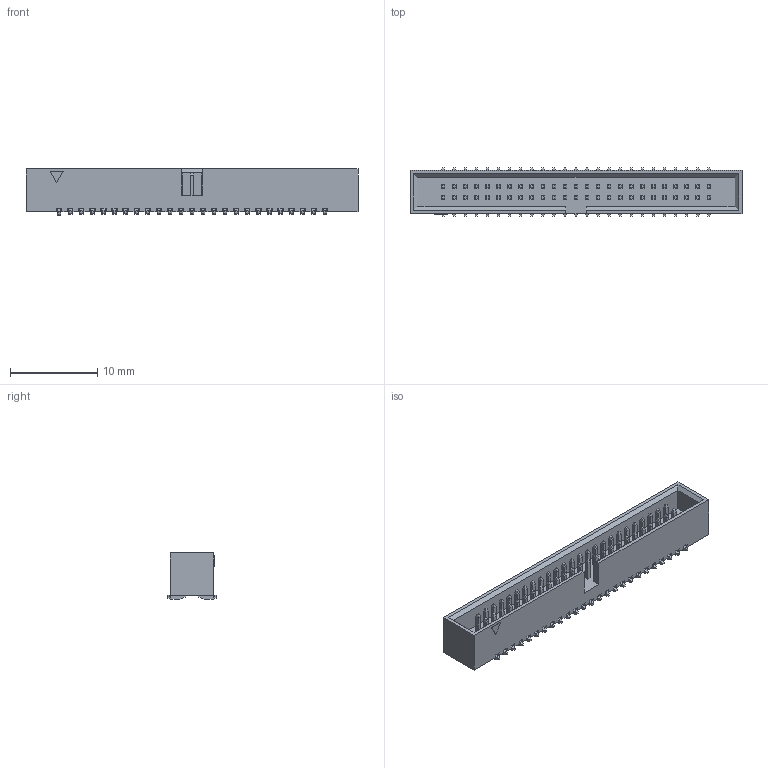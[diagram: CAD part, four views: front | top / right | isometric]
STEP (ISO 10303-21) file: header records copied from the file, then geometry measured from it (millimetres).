
FILE_DESCRIPTION(/* description */ ('Unknown'),/* implementation_level */ '2;1');
FILE_NAME(/* name */ '62705020621',/* time_stamp */ '2021-02-23T16:12:25+01:00',/* author */ ('Unknown'),/* organization */ ('Unknown'),/* preprocessor_version */ 'ST-DEVELOPER v16.7',/* originating_system */ 'DEX',/* authorisation */ $);
FILE_SCHEMA (('AUTOMOTIVE_DESIGN {1 0 10303 214 3 1 1}'));
Length unit declared in the file: millimetre
Products named in the file (3): 6270xx20621; 62705020621; 6270xx20621_PIN
Assembly tree (51 placements, depth 2):
  6270xx20621
    62705020621
    6270xx20621_PIN  x50
Bounding box: 38.1 x 5.55 x 5.3 mm (x, y, z)
Volume: 559.5 mm3; surface area: 1702.8 mm2
Topology: 51 solids, 51 shells, 1473 faces, 3756 edges, 2336 vertices
Faces by surface type: plane 1373, cylinder 100
Entity records: 24210 total; most frequent: CARTESIAN_POINT 3599, ORIENTED_EDGE 3592, DIRECTION 3086, EDGE_CURVE 1796, LINE 1792, VECTOR 1792, VERTEX_POINT 1160, AXIS2_PLACEMENT_3D 647
